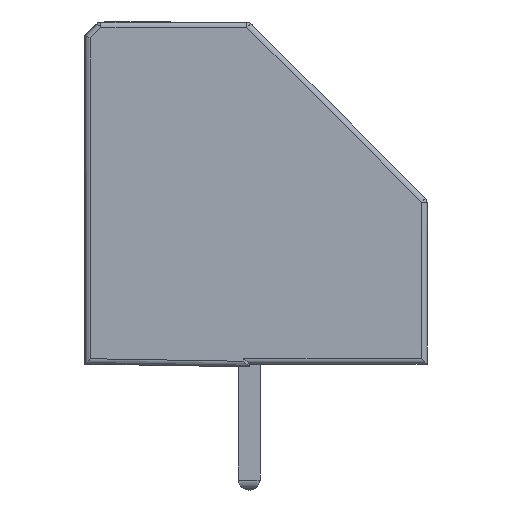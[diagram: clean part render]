
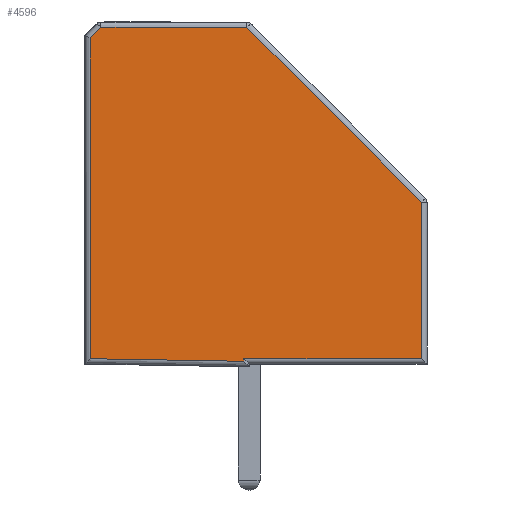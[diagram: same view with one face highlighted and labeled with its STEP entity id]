
A CAD part, left-side view. The second image highlights one B-rep face of the part: STEP entity #4596.
In plain terms, the highlighted planar face has unit normal (-1, 0, 0).
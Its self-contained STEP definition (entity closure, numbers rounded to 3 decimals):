
#13=DIRECTION('',(0.,0.,1.));
#28=VECTOR('',#29,1.);
#29=DIRECTION('',(0.,0.707,0.707));
#646=DIRECTION('',(0.,-1.,0.));
#710=VECTOR('',#711,1.);
#711=DIRECTION('',(0.,0.707,-0.707));
#718=VECTOR('',#719,1.);
#719=DIRECTION('',(0.,0.,-1.));
#726=VECTOR('',#727,1.);
#727=DIRECTION('',(0.,-1.,-0.017));
#734=VECTOR('',#13,1.);
#741=VECTOR('',#646,1.);
#751=VECTOR('',#752,1.);
#752=DIRECTION('',(0.,1.,0.));
#756=DIRECTION('',(-1.,0.,0.));
#757=DIRECTION('',(0.,-1.,0.));
#795=VERTEX_POINT('',#796);
#796=CARTESIAN_POINT('',(-2.5,0.083,12.4));
#806=EDGE_CURVE('',#807,#795,#809,.T.);
#807=VERTEX_POINT('',#808);
#808=CARTESIAN_POINT('',(-2.5,-6.3,6.017));
#809=LINE('',#810,#28);
#810=CARTESIAN_POINT('',(-2.5,-6.359,5.959));
#4596=ADVANCED_FACE('',(#4597),#4640,.T.);
#4597=FACE_BOUND('',#4598,.T.);
#4598=EDGE_LOOP('',(#4599,#4607,#4613,#4617,#4618,#4624,#4630,#4636));
#4599=ORIENTED_EDGE('',*,*,#4600,.T.);
#4600=EDGE_CURVE('',#4601,#4603,#4605,.T.);
#4601=VERTEX_POINT('',#4602);
#4602=CARTESIAN_POINT('',(-2.5,0.2,0.203));
#4603=VERTEX_POINT('',#4604);
#4604=CARTESIAN_POINT('',(-2.5,0.2,0.3));
#4605=LINE('',#4606,#734);
#4606=CARTESIAN_POINT('',(-2.5,0.2,0.));
#4607=ORIENTED_EDGE('',*,*,#4608,.T.);
#4608=EDGE_CURVE('',#4603,#4609,#4611,.T.);
#4609=VERTEX_POINT('',#4610);
#4610=CARTESIAN_POINT('',(-2.5,-6.3,0.3));
#4611=LINE('',#4612,#741);
#4612=CARTESIAN_POINT('',(-2.5,0.,0.3));
#4613=ORIENTED_EDGE('',*,*,#4614,.T.);
#4614=EDGE_CURVE('',#4609,#807,#4615,.T.);
#4615=LINE('',#4616,#734);
#4616=CARTESIAN_POINT('',(-2.5,-6.3,0.1));
#4617=ORIENTED_EDGE('',*,*,#806,.T.);
#4618=ORIENTED_EDGE('',*,*,#4619,.T.);
#4619=EDGE_CURVE('',#795,#4620,#4622,.T.);
#4620=VERTEX_POINT('',#4621);
#4621=CARTESIAN_POINT('',(-2.5,5.417,12.4));
#4622=LINE('',#4623,#751);
#4623=CARTESIAN_POINT('',(-2.5,0.,12.4));
#4624=ORIENTED_EDGE('',*,*,#4625,.T.);
#4625=EDGE_CURVE('',#4620,#4626,#4628,.T.);
#4626=VERTEX_POINT('',#4627);
#4627=CARTESIAN_POINT('',(-2.5,5.8,12.017));
#4628=LINE('',#4629,#710);
#4629=CARTESIAN_POINT('',(-2.5,5.359,12.459));
#4630=ORIENTED_EDGE('',*,*,#4631,.T.);
#4631=EDGE_CURVE('',#4626,#4632,#4634,.T.);
#4632=VERTEX_POINT('',#4633);
#4633=CARTESIAN_POINT('',(-2.5,5.8,0.297));
#4634=LINE('',#4635,#718);
#4635=CARTESIAN_POINT('',(-2.5,5.8,12.1));
#4636=ORIENTED_EDGE('',*,*,#4637,.T.);
#4637=EDGE_CURVE('',#4632,#4601,#4638,.T.);
#4638=LINE('',#4639,#726);
#4639=CARTESIAN_POINT('',(-2.5,5.997,0.3));
#4640=PLANE('',#4641);
#4641=AXIS2_PLACEMENT_3D('',#4642,#756,#757);
#4642=CARTESIAN_POINT('',(-2.5,0.417,5.581));
